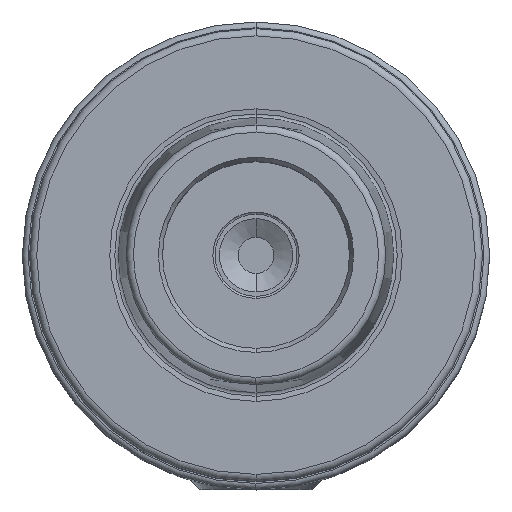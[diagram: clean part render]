
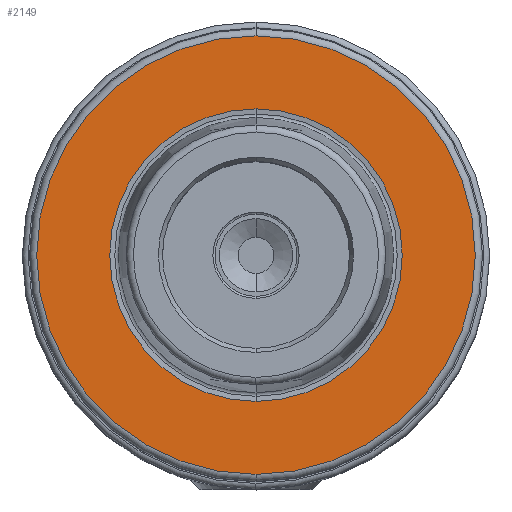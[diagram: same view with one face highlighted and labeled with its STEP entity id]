
A CAD part, top view. The second image highlights one B-rep face of the part: STEP entity #2149.
In plain terms, the highlighted planar face has unit normal (0, 0, 1).
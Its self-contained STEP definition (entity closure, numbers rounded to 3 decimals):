
#168=CARTESIAN_POINT('',(0,0,26));
#169=DIRECTION('',(0,0,1));
#170=DIRECTION('',(0,1,0));
#171=AXIS2_PLACEMENT_3D('',#168,#169,#170);
#173=CARTESIAN_POINT('',(0,0,26));
#174=DIRECTION('',(0,0,1));
#175=DIRECTION('',(0,-1,0));
#176=AXIS2_PLACEMENT_3D('',#173,#174,#175);
#186=CARTESIAN_POINT('',(0,0,26));
#187=DIRECTION('',(0,0,1));
#188=DIRECTION('',(0,1,0));
#189=AXIS2_PLACEMENT_3D('',#186,#187,#188);
#191=CARTESIAN_POINT('',(0,0,26));
#192=DIRECTION('',(0,0,-1));
#193=DIRECTION('',(0,1,0));
#194=AXIS2_PLACEMENT_3D('',#191,#192,#193);
#1599=CARTESIAN_POINT('',(0,20.344,26));
#1601=VERTEX_POINT('',#1599);
#1629=CARTESIAN_POINT('',(0,-20.344,26));
#1631=VERTEX_POINT('',#1629);
#1675=CARTESIAN_POINT('',(0,30.5,26));
#1676=CARTESIAN_POINT('',(0,-30.5,26));
#1677=VERTEX_POINT('',#1675);
#1678=VERTEX_POINT('',#1676);
#2133=CARTESIAN_POINT('',(0,0,26));
#2134=DIRECTION('',(0,0,-1));
#2135=DIRECTION('',(0,-1,0));
#2136=AXIS2_PLACEMENT_3D('',#2133,#2134,#2135);
#2137=PLANE('',#2136);
#2139=ORIENTED_EDGE('',*,*,#2138,.F.);
#2140=ORIENTED_EDGE('',*,*,#2123,.F.);
#2141=EDGE_LOOP('',(#2139,#2140));
#2142=FACE_OUTER_BOUND('',#2141,.F.);
#2144=ORIENTED_EDGE('',*,*,#2143,.T.);
#2146=ORIENTED_EDGE('',*,*,#2145,.F.);
#2147=EDGE_LOOP('',(#2144,#2146));
#2148=FACE_BOUND('',#2147,.F.);
#2149=ADVANCED_FACE('',(#2142,#2148),#2137,.F.);
#172=CIRCLE('',#171,30.5);
#177=CIRCLE('',#176,30.5);
#190=CIRCLE('',#189,20.344);
#195=CIRCLE('',#194,20.344);
#2123=EDGE_CURVE('',#1678,#1677,#177,.T.);
#2138=EDGE_CURVE('',#1677,#1678,#172,.T.);
#2143=EDGE_CURVE('',#1601,#1631,#190,.T.);
#2145=EDGE_CURVE('',#1601,#1631,#195,.T.);
